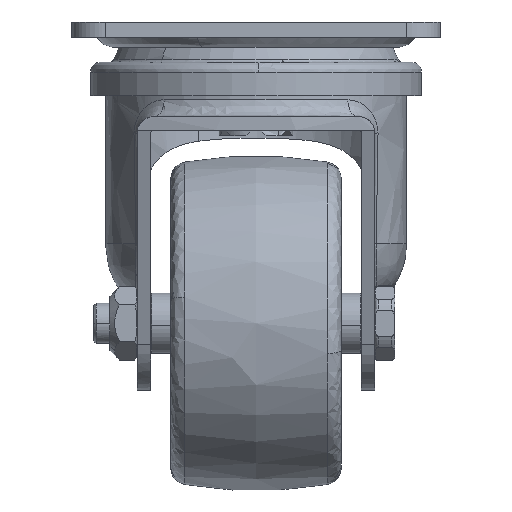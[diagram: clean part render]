
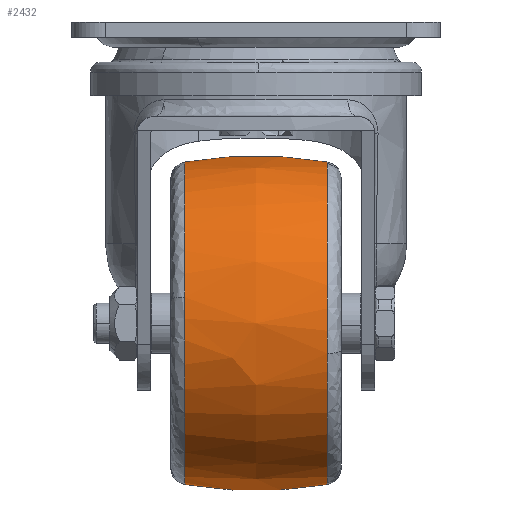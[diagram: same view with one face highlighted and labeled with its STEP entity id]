
A CAD part, left-side view. The second image highlights one B-rep face of the part: STEP entity #2432.
In plain terms, the highlighted free-form (B-spline) face has degree [2, 2] with [5, 7] control points.
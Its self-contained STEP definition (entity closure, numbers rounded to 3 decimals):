
#2138=CARTESIAN_POINT('',(-25.0,21.354,-138.162));
#2139=VERTEX_POINT('',#2138);
#2153=CARTESIAN_POINT('',(-72.521,21.354,-82.167));
#2154=VERTEX_POINT('',#2153);
#2155=CARTESIAN_POINT('',(-25.0,21.354,-138.162));
#2156=CARTESIAN_POINT('',(-73.162,21.354,-138.162));
#2157=CARTESIAN_POINT('',(-73.162,21.354,-90.));
#2158=CARTESIAN_POINT('',(-73.162,21.354,-86.057));
#2159=CARTESIAN_POINT('',(-72.521,21.354,-82.167));
#2167=(BOUNDED_CURVE()B_SPLINE_CURVE(2,(#2155,#2156,#2157,#2158,#2159),.UNSPECIFIED.,.F.,.U.)B_SPLINE_CURVE_WITH_KNOTS((3,2,3),(0.5,0.75,0.778),.UNSPECIFIED.)CURVE()GEOMETRIC_REPRESENTATION_ITEM()RATIONAL_B_SPLINE_CURVE((1.0,0.707,1.0,0.967,0.942))REPRESENTATION_ITEM(''));
#2168=EDGE_CURVE('',#2139,#2154,#2167,.T.);
#2219=CARTESIAN_POINT('',(-25.0,21.354,-41.838));
#2220=VERTEX_POINT('',#2219);
#2221=CARTESIAN_POINT('',(-72.521,21.354,-82.167));
#2222=CARTESIAN_POINT('',(-65.874,21.354,-41.838));
#2223=CARTESIAN_POINT('',(-25.0,21.354,-41.838));
#2231=(BOUNDED_CURVE()B_SPLINE_CURVE(2,(#2221,#2222,#2223),.UNSPECIFIED.,.F.,.U.)B_SPLINE_CURVE_WITH_KNOTS((3,3),(0.778,1.0),.UNSPECIFIED.)CURVE()GEOMETRIC_REPRESENTATION_ITEM()RATIONAL_B_SPLINE_CURVE((0.942,0.74,1.0))REPRESENTATION_ITEM(''));
#2232=EDGE_CURVE('',#2154,#2220,#2231,.T.);
#2296=CARTESIAN_POINT('',(-25.0,-21.354,-41.838));
#2297=VERTEX_POINT('',#2296);
#2298=CARTESIAN_POINT('',(-25.0,21.354,-41.838));
#2299=CARTESIAN_POINT('',(-25.,14.857,-40.711));
#2300=CARTESIAN_POINT('',(-25.,4.921,-39.789));
#2301=CARTESIAN_POINT('',(-25.,-9.392,-40.173));
#2302=CARTESIAN_POINT('',(-25.,-17.059,-41.093));
#2303=CARTESIAN_POINT('',(-25.0,-21.354,-41.838));
#2304=B_SPLINE_CURVE_WITH_KNOTS('',3,(#2298,#2299,#2300,#2301,#2302,#2303),.UNSPECIFIED.,.F.,.U.,(4,1,1,4),(0.,19.783,29.842,42.919),.UNSPECIFIED.);
#2305=EDGE_CURVE('',#2220,#2297,#2304,.T.);
#2322=CARTESIAN_POINT('',(-25.0,-21.354,-138.162));
#2323=VERTEX_POINT('',#2322);
#2339=CARTESIAN_POINT('',(-25.0,21.354,-138.162));
#2340=CARTESIAN_POINT('',(-25.,17.059,-138.907));
#2341=CARTESIAN_POINT('',(-25.,8.836,-139.893));
#2342=CARTESIAN_POINT('',(-25.,-5.483,-140.182));
#2343=CARTESIAN_POINT('',(-25.,-15.407,-139.194));
#2344=CARTESIAN_POINT('',(-25.0,-21.354,-138.162));
#2345=B_SPLINE_CURVE_WITH_KNOTS('',3,(#2339,#2340,#2341,#2342,#2343,#2344),.UNSPECIFIED.,.F.,.U.,(4,1,1,4),(0.,13.077,24.812,42.919),.UNSPECIFIED.);
#2346=EDGE_CURVE('',#2139,#2323,#2345,.T.);
#2353=CARTESIAN_POINT('',(-23.664,23.498,-137.771));
#2354=CARTESIAN_POINT('',(-23.602,11.855,-140.));
#2355=CARTESIAN_POINT('',(-23.602,0.0,-140.0));
#2356=CARTESIAN_POINT('',(-23.602,-11.855,-140.));
#2357=CARTESIAN_POINT('',(-23.664,-23.498,-137.771));
#2358=CARTESIAN_POINT('',(-24.328,23.498,-137.771));
#2359=CARTESIAN_POINT('',(-24.297,11.855,-140.));
#2360=CARTESIAN_POINT('',(-24.297,0.0,-140.));
#2361=CARTESIAN_POINT('',(-24.297,-11.855,-140.0));
#2362=CARTESIAN_POINT('',(-24.328,-23.498,-137.771));
#2363=CARTESIAN_POINT('',(-72.771,23.498,-137.771));
#2364=CARTESIAN_POINT('',(-75.,11.855,-140.0));
#2365=CARTESIAN_POINT('',(-75.,0.0,-140.0));
#2366=CARTESIAN_POINT('',(-75.,-11.855,-140.0));
#2367=CARTESIAN_POINT('',(-72.771,-23.498,-137.771));
#2368=CARTESIAN_POINT('',(-72.771,23.498,-90.0));
#2369=CARTESIAN_POINT('',(-75.,11.855,-90.0));
#2370=CARTESIAN_POINT('',(-75.,0.0,-90.0));
#2371=CARTESIAN_POINT('',(-75.,-11.855,-90.0));
#2372=CARTESIAN_POINT('',(-72.771,-23.498,-90.));
#2373=CARTESIAN_POINT('',(-72.771,23.498,-42.229));
#2374=CARTESIAN_POINT('',(-75.,11.855,-40.));
#2375=CARTESIAN_POINT('',(-75.,0.0,-40.));
#2376=CARTESIAN_POINT('',(-75.,-11.855,-40.));
#2377=CARTESIAN_POINT('',(-72.771,-23.498,-42.229));
#2378=CARTESIAN_POINT('',(-24.328,23.498,-42.229));
#2379=CARTESIAN_POINT('',(-24.297,11.855,-40.));
#2380=CARTESIAN_POINT('',(-24.297,0.0,-40.));
#2381=CARTESIAN_POINT('',(-24.297,-11.855,-40.));
#2382=CARTESIAN_POINT('',(-24.328,-23.498,-42.229));
#2383=CARTESIAN_POINT('',(-23.664,23.498,-42.229));
#2384=CARTESIAN_POINT('',(-23.602,11.855,-40.));
#2385=CARTESIAN_POINT('',(-23.602,0.0,-40.));
#2386=CARTESIAN_POINT('',(-23.602,-11.855,-40.));
#2387=CARTESIAN_POINT('',(-23.664,-23.498,-42.229));
#2395=(BOUNDED_SURFACE()B_SPLINE_SURFACE(2,2,((#2353,#2358,#2363,#2368,#2373,#2378,#2383),(#2354,#2359,#2364,#2369,#2374,#2379,#2384),(#2355,#2360,#2365,#2370,#2375,#2380,#2385),(#2356,#2361,#2366,#2371,#2376,#2381,#2386),(#2357,#2362,#2367,#2372,#2377,#2382,#2387)),.UNSPECIFIED.,.F.,.F.,.U.)B_SPLINE_SURFACE_WITH_KNOTS((3,2,3),(3,1,2,1,3),(0.0,24.024,48.048),(0.0,1.657,84.5,167.342,168.999),.UNSPECIFIED.)GEOMETRIC_REPRESENTATION_ITEM()RATIONAL_B_SPLINE_SURFACE(((0.977,0.971,0.683,0.965,0.683,0.971,0.977),(0.99,0.984,0.692,0.978,0.692,0.984,0.99),(1.012,1.006,0.707,1.0,0.707,1.006,1.012),(0.99,0.984,0.692,0.978,0.692,0.984,0.99),(0.977,0.971,0.683,0.965,0.683,0.971,0.977)))REPRESENTATION_ITEM('')SURFACE());
#2396=ORIENTED_EDGE('',*,*,#2305,.F.);
#2397=ORIENTED_EDGE('',*,*,#2232,.F.);
#2398=ORIENTED_EDGE('',*,*,#2168,.F.);
#2399=ORIENTED_EDGE('',*,*,#2346,.T.);
#2400=CARTESIAN_POINT('',(-72.309,-21.354,-99.025));
#2401=VERTEX_POINT('',#2400);
#2402=CARTESIAN_POINT('',(-25.0,-21.354,-138.162));
#2403=CARTESIAN_POINT('',(-64.843,-21.354,-138.162));
#2404=CARTESIAN_POINT('',(-72.309,-21.354,-99.025));
#2412=(BOUNDED_CURVE()B_SPLINE_CURVE(2,(#2402,#2403,#2404),.UNSPECIFIED.,.F.,.U.)B_SPLINE_CURVE_WITH_KNOTS((3,3),(0.5,0.718),.UNSPECIFIED.)CURVE()GEOMETRIC_REPRESENTATION_ITEM()RATIONAL_B_SPLINE_CURVE((1.0,0.745,0.934))REPRESENTATION_ITEM(''));
#2413=EDGE_CURVE('',#2323,#2401,#2412,.T.);
#2414=ORIENTED_EDGE('',*,*,#2413,.T.);
#2415=CARTESIAN_POINT('',(-72.309,-21.354,-99.025));
#2416=CARTESIAN_POINT('',(-73.162,-21.354,-94.553));
#2417=CARTESIAN_POINT('',(-73.162,-21.354,-90.));
#2418=CARTESIAN_POINT('',(-73.162,-21.354,-41.838));
#2419=CARTESIAN_POINT('',(-25.0,-21.354,-41.838));
#2427=(BOUNDED_CURVE()B_SPLINE_CURVE(2,(#2415,#2416,#2417,#2418,#2419),.UNSPECIFIED.,.F.,.U.)B_SPLINE_CURVE_WITH_KNOTS((3,2,3),(0.718,0.75,1.0),.UNSPECIFIED.)CURVE()GEOMETRIC_REPRESENTATION_ITEM()RATIONAL_B_SPLINE_CURVE((0.934,0.962,1.0,0.707,1.0))REPRESENTATION_ITEM(''));
#2428=EDGE_CURVE('',#2401,#2297,#2427,.T.);
#2429=ORIENTED_EDGE('',*,*,#2428,.T.);
#2430=EDGE_LOOP('',(#2396,#2397,#2398,#2399,#2414,#2429));
#2431=FACE_OUTER_BOUND('',#2430,.T.);
#2432=ADVANCED_FACE('',(#2431),#2395,.T.);
